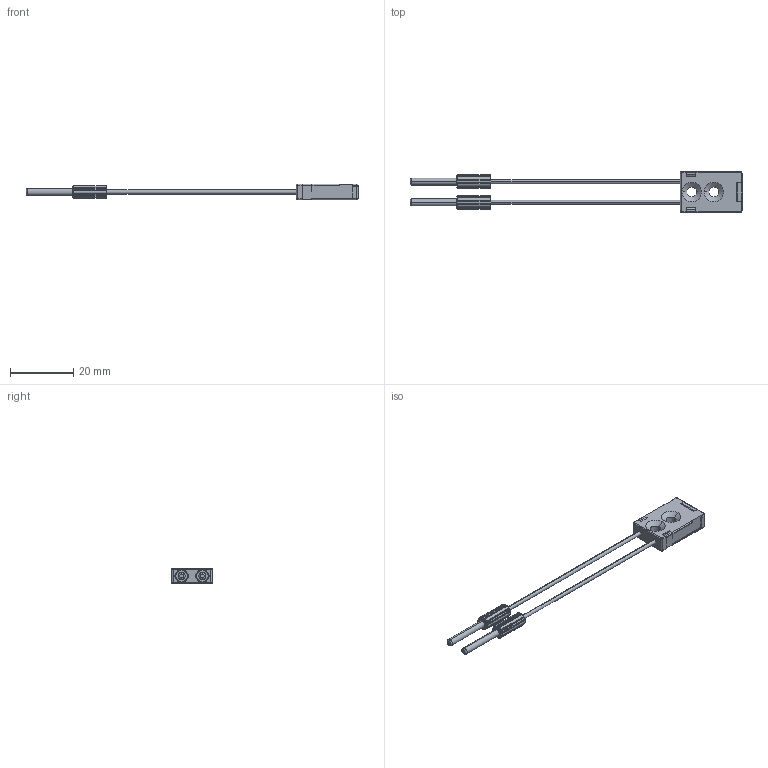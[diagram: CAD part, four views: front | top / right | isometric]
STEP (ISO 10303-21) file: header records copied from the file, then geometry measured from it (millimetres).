
FILE_DESCRIPTION((''),'2;1');
FILE_NAME('CAD2397_SW0001','2016-09-13T',('cmozuch'),(''),'PRO/ENGINEER BY PARAMETRIC TECHNOLOGY CORPORATION, 2015440','PRO/ENGINEER BY PARAMETRIC TECHNOLOGY CORPORATION, 2015440','');
FILE_SCHEMA(('CONFIG_CONTROL_DESIGN'));
Length unit declared in the file: millimetre
Products named in the file (1): CAD2397_SW0001
Bounding box: 105.35 x 13 x 5 mm (x, y, z)
Volume: 1651.6 mm3; surface area: 2033.9 mm2
Topology: 1 solids, 1 shells, 423 faces, 1082 edges, 666 vertices
Faces by surface type: cylinder 160, plane 123, bspline 104, torus 28, cone 8
Entity records: 31673 total; most frequent: CARTESIAN_POINT 19160, ORIENTED_EDGE 2164, DIRECTION 1712, EDGE_CURVE 1082, VERTEX_POINT 666, AXIS2_PLACEMENT_3D 607, VECTOR 498, LINE 498
